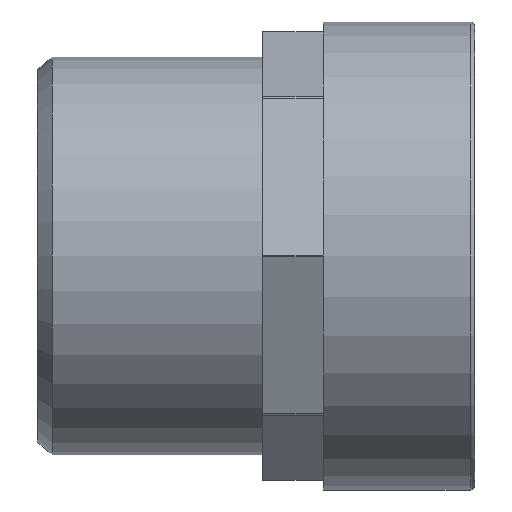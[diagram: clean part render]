
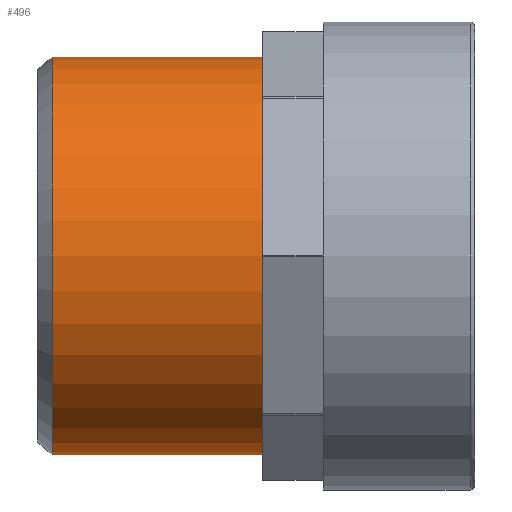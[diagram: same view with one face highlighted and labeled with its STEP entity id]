
A CAD part, front view. The second image highlights one B-rep face of the part: STEP entity #496.
In plain terms, the highlighted cylindrical face has radius 45 mm (diameter 90 mm), a full revolution.
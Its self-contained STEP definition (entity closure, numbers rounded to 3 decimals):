
#19=CYLINDRICAL_SURFACE('',#559,45.);
#48=LINE('',#825,#86);
#86=VECTOR('',#654,45.);
#118=FACE_OUTER_BOUND('',#150,.T.);
#150=EDGE_LOOP('',(#359,#360,#361,#362,#363));
#190=CIRCLE('',#554,45.);
#191=CIRCLE('',#555,45.);
#194=CIRCLE('',#560,45.);
#232=VERTEX_POINT('',#812);
#233=VERTEX_POINT('',#813);
#236=VERTEX_POINT('',#823);
#280=EDGE_CURVE('',#232,#233,#190,.T.);
#281=EDGE_CURVE('',#233,#232,#191,.T.);
#285=EDGE_CURVE('',#236,#236,#194,.T.);
#286=EDGE_CURVE('',#236,#233,#48,.T.);
#359=ORIENTED_EDGE('',*,*,#285,.T.);
#360=ORIENTED_EDGE('',*,*,#286,.T.);
#361=ORIENTED_EDGE('',*,*,#280,.F.);
#362=ORIENTED_EDGE('',*,*,#281,.F.);
#363=ORIENTED_EDGE('',*,*,#286,.F.);
#496=ADVANCED_FACE('',(#118),#19,.T.);
#554=AXIS2_PLACEMENT_3D('',#814,#639,#640);
#555=AXIS2_PLACEMENT_3D('',#815,#641,#642);
#559=AXIS2_PLACEMENT_3D('',#822,#650,#651);
#560=AXIS2_PLACEMENT_3D('',#824,#652,#653);
#639=DIRECTION('center_axis',(-1.,0.,0.));
#640=DIRECTION('ref_axis',(0.,-1.,0.));
#641=DIRECTION('center_axis',(-1.,0.,0.));
#642=DIRECTION('ref_axis',(0.,-1.,0.));
#650=DIRECTION('center_axis',(1.,0.,0.));
#651=DIRECTION('ref_axis',(0.,1.,0.));
#652=DIRECTION('center_axis',(-1.,0.,0.));
#653=DIRECTION('ref_axis',(0.,1.,0.));
#654=DIRECTION('',(-1.,0.,0.));
#812=CARTESIAN_POINT('',(-51.413,45.,0.));
#813=CARTESIAN_POINT('',(-51.413,-45.,0.));
#814=CARTESIAN_POINT('Origin',(-51.413,0.,
0.));
#815=CARTESIAN_POINT('Origin',(-51.413,0.,
0.));
#822=CARTESIAN_POINT('Origin',(-27.375,0.,0.));
#823=CARTESIAN_POINT('',(-3.75,-45.,0.));
#824=CARTESIAN_POINT('Origin',(-3.75,0.,0.));
#825=CARTESIAN_POINT('',(-27.375,-45.,0.));
